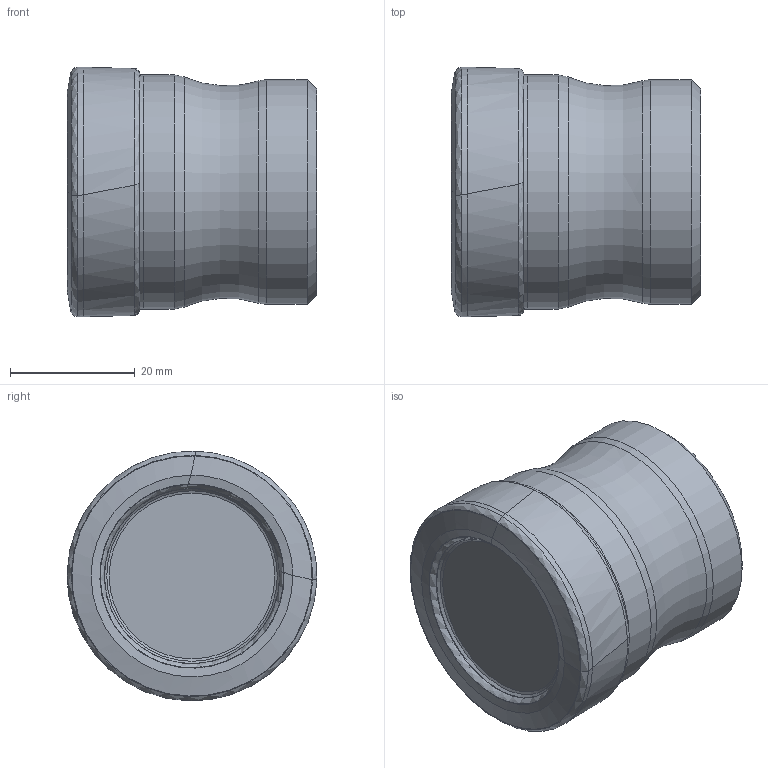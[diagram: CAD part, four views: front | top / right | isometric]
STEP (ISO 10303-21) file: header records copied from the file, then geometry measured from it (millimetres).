
FILE_DESCRIPTION(/* description */ (''),/* implementation_level */ '2;1');
FILE_NAME(/* name */ 'AHFM-LO03-D040-A16-Z06-H.stp',/* time_stamp */ '2023-10-12T17:00:21+03:00',/* author */ (''),/* organization */ (''),/* preprocessor_version */ 'ST-DEVELOPER v19.4',/* originating_system */ 'SIEMENS PLM Software NX2306.5001',/* authorisation */ '');
FILE_SCHEMA (('AUTOMOTIVE_DESIGN { 1 0 10303 214 3 1 1 1 }'));
Length unit declared in the file: millimetre
Products named in the file (1): AHFM-LO03-D040-A16-Z06-H-LIGHT_x_t_objects
Bounding box: 39.87 x 39.98 x 39.98 mm (x, y, z)
Volume: 46913.4 mm3; surface area: 9996.1 mm2
Topology: 2 solids, 2 shells, 52 faces, 101 edges, 51 vertices
Faces by surface type: bspline 36, torus 9, revolution 2, plane 2, cylinder 2, cone 1
Full cylindrical faces by diameter (mm): 36 x1, 37.5 x1
Entity records: 2668 total; most frequent: CARTESIAN_POINT 1779, ORIENTED_EDGE 174, DIRECTION 154, EDGE_CURVE 87, AXIS2_PLACEMENT_3D 70, EDGE_LOOP 66, CIRCLE 55, ADVANCED_FACE 52
